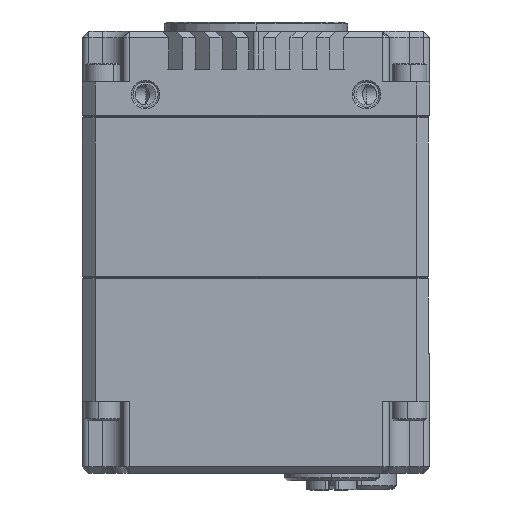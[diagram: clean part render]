
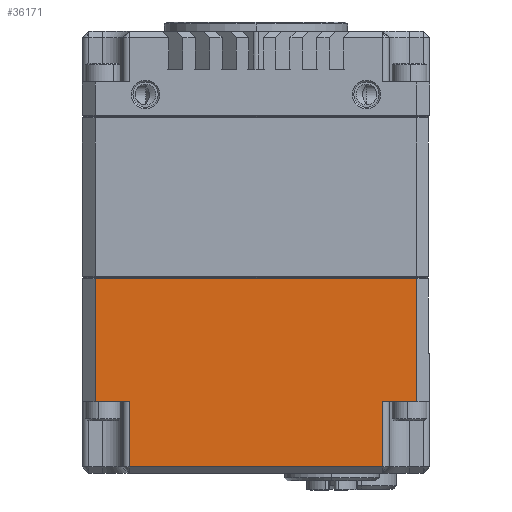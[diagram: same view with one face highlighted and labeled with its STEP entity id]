
A CAD part, left-side view. The second image highlights one B-rep face of the part: STEP entity #36171.
In plain terms, the highlighted planar face has unit normal (-1, 0, 0).
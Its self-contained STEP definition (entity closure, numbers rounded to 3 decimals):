
#128 = VERTEX_POINT ( 'NONE', #9210 ) ;
#480 = AXIS2_PLACEMENT_3D ( 'NONE', #9833, #35143, #37921 ) ;
#1199 = LINE ( 'NONE', #6781, #16066 ) ;
#1803 = DIRECTION ( 'NONE',  ( 0., 1., 0. ) ) ;
#3031 = VERTEX_POINT ( 'NONE', #16695 ) ;
#4325 = ORIENTED_EDGE ( 'NONE', *, *, #12832, .T. ) ;
#5849 = FACE_OUTER_BOUND ( 'NONE', #12720, .T. ) ;
#6156 = DIRECTION ( 'NONE',  ( 0., 1., 0. ) ) ;
#6613 = PLANE ( 'NONE',  #480 ) ;
#6781 = CARTESIAN_POINT ( 'NONE',  ( -27.5, -20.1, 31. ) ) ;
#8752 = ORIENTED_EDGE ( 'NONE', *, *, #19261, .T. ) ;
#9210 = CARTESIAN_POINT ( 'NONE',  ( -27.5, -20.1, 1. ) ) ;
#9567 = EDGE_CURVE ( 'NONE', #26287, #30080, #23869, .T. ) ;
#9833 = CARTESIAN_POINT ( 'NONE',  ( -27.5, -27.5, 31. ) ) ;
#9950 = LINE ( 'NONE', #24184, #19344 ) ;
#10382 = ORIENTED_EDGE ( 'NONE', *, *, #24205, .T. ) ;
#10507 = VECTOR ( 'NONE', #6156, 1000. ) ;
#10796 = CARTESIAN_POINT ( 'NONE',  ( -27.5, -27.5, 11.3 ) ) ;
#12677 = CARTESIAN_POINT ( 'NONE',  ( -27.5, 20.1, 11.3 ) ) ;
#12720 = EDGE_LOOP ( 'NONE', ( #8752, #38871, #25188, #35365, #10382, #28621, #4325, #35026 ) ) ;
#12832 = EDGE_CURVE ( 'NONE', #128, #3031, #1199, .T. ) ;
#14398 = VECTOR ( 'NONE', #20613, 1000. ) ;
#14470 = CARTESIAN_POINT ( 'NONE',  ( -27.5, 20.1, 31. ) ) ;
#14596 = VECTOR ( 'NONE', #1803, 1000. ) ;
#14931 = EDGE_CURVE ( 'NONE', #30080, #17231, #39851, .T. ) ;
#15114 = LINE ( 'NONE', #39787, #14596 ) ;
#15660 = CARTESIAN_POINT ( 'NONE',  ( -27.5, 25.5, 31. ) ) ;
#16066 = VECTOR ( 'NONE', #28991, 1000. ) ;
#16530 = CARTESIAN_POINT ( 'NONE',  ( -27.5, 20.1, 1. ) ) ;
#16695 = CARTESIAN_POINT ( 'NONE',  ( -27.5, -20.1, 11.3 ) ) ;
#17231 = VERTEX_POINT ( 'NONE', #30409 ) ;
#17984 = VECTOR ( 'NONE', #23794, 1000. ) ;
#18838 = CARTESIAN_POINT ( 'NONE',  ( -27.5, 25.5, 30.8 ) ) ;
#19261 = EDGE_CURVE ( 'NONE', #37814, #26287, #32346, .T. ) ;
#19344 = VECTOR ( 'NONE', #36632, 1000. ) ;
#19766 = EDGE_CURVE ( 'NONE', #29562, #128, #9950, .T. ) ;
#20202 = DIRECTION ( 'NONE',  ( 0., 1., 0. ) ) ;
#20613 = DIRECTION ( 'NONE',  ( 0., 0., 1. ) ) ;
#21028 = CARTESIAN_POINT ( 'NONE',  ( -27.5, -25.5, 31. ) ) ;
#22883 = VECTOR ( 'NONE', #40657, 1000. ) ;
#23176 = EDGE_CURVE ( 'NONE', #33260, #17231, #15114, .T. ) ;
#23794 = DIRECTION ( 'NONE',  ( 0., 0., -1. ) ) ;
#23869 = LINE ( 'NONE', #34294, #10507 ) ;
#24184 = CARTESIAN_POINT ( 'NONE',  ( -27.5, -20.1, 1. ) ) ;
#24205 = EDGE_CURVE ( 'NONE', #33260, #29562, #32472, .T. ) ;
#25188 = ORIENTED_EDGE ( 'NONE', *, *, #14931, .T. ) ;
#26287 = VERTEX_POINT ( 'NONE', #26744 ) ;
#26744 = CARTESIAN_POINT ( 'NONE',  ( -27.5, -25.5, 30.8 ) ) ;
#28621 = ORIENTED_EDGE ( 'NONE', *, *, #19766, .T. ) ;
#28991 = DIRECTION ( 'NONE',  ( 0., 0., 1. ) ) ;
#29562 = VERTEX_POINT ( 'NONE', #16530 ) ;
#30080 = VERTEX_POINT ( 'NONE', #18838 ) ;
#30409 = CARTESIAN_POINT ( 'NONE',  ( -27.5, 25.5, 11.3 ) ) ;
#32075 = VECTOR ( 'NONE', #20202, 1000. ) ;
#32346 = LINE ( 'NONE', #21028, #14398 ) ;
#32472 = LINE ( 'NONE', #14470, #17984 ) ;
#33260 = VERTEX_POINT ( 'NONE', #12677 ) ;
#34294 = CARTESIAN_POINT ( 'NONE',  ( -27.5, -27.5, 30.8 ) ) ;
#35026 = ORIENTED_EDGE ( 'NONE', *, *, #38721, .F. ) ;
#35143 = DIRECTION ( 'NONE',  ( 1., 0., 0. ) ) ;
#35365 = ORIENTED_EDGE ( 'NONE', *, *, #23176, .F. ) ;
#36171 = ADVANCED_FACE ( 'NONE', ( #5849 ), #6613, .F. ) ;
#36632 = DIRECTION ( 'NONE',  ( 0., -1., 0. ) ) ;
#36725 = CARTESIAN_POINT ( 'NONE',  ( -27.5, -25.5, 11.3 ) ) ;
#37814 = VERTEX_POINT ( 'NONE', #36725 ) ;
#37921 = DIRECTION ( 'NONE',  ( 0., 0., -1. ) ) ;
#38721 = EDGE_CURVE ( 'NONE', #37814, #3031, #40032, .T. ) ;
#38871 = ORIENTED_EDGE ( 'NONE', *, *, #9567, .T. ) ;
#39787 = CARTESIAN_POINT ( 'NONE',  ( -27.5, 27.5, 11.3 ) ) ;
#39851 = LINE ( 'NONE', #15660, #22883 ) ;
#40032 = LINE ( 'NONE', #10796, #32075 ) ;
#40657 = DIRECTION ( 'NONE',  ( 0., 0., -1. ) ) ;
